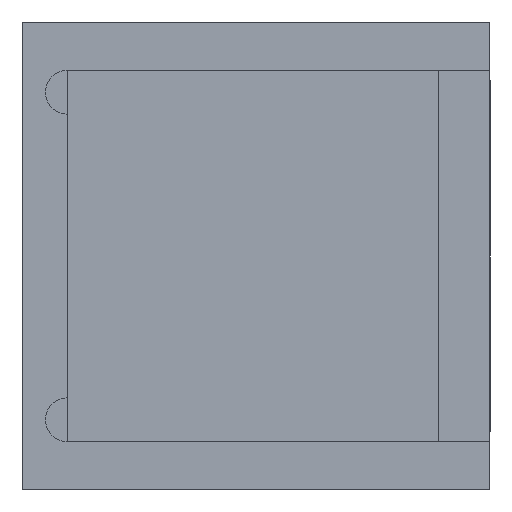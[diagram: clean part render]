
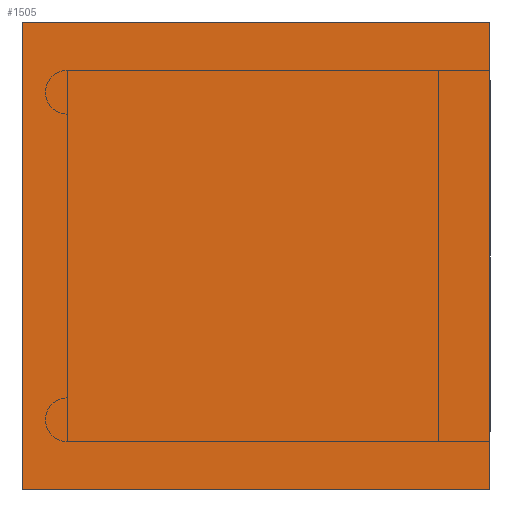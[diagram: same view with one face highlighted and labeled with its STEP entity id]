
A CAD part, left-side view. The second image highlights one B-rep face of the part: STEP entity #1505.
In plain terms, the highlighted face is planar.
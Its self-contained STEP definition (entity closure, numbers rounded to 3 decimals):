
#138 = DIRECTION ( 'NONE',  ( 0., 0., -1. ) ) ;
#213 = AXIS2_PLACEMENT_3D ( 'NONE', #936, #138, #1257 ) ;
#235 = DIRECTION ( 'NONE',  ( 0., -1., 0. ) ) ;
#367 = ORIENTED_EDGE ( 'NONE', *, *, #793, .T. ) ;
#377 = VERTEX_POINT ( 'NONE', #698 ) ;
#412 = VERTEX_POINT ( 'NONE', #2021 ) ;
#416 = VECTOR ( 'NONE', #1224, 1000. ) ;
#420 = EDGE_CURVE ( 'NONE', #1822, #412, #1391, .T. ) ;
#493 = CARTESIAN_POINT ( 'NONE',  ( -16., 16., 0.2 ) ) ;
#563 = LINE ( 'NONE', #493, #1364 ) ;
#613 = PLANE ( 'NONE',  #213 ) ;
#620 = LINE ( 'NONE', #1491, #1873 ) ;
#662 = CARTESIAN_POINT ( 'NONE',  ( -16., 16., 0.2 ) ) ;
#698 = CARTESIAN_POINT ( 'NONE',  ( 16., 16., 0.2 ) ) ;
#703 = ORIENTED_EDGE ( 'NONE', *, *, #420, .T. ) ;
#793 = EDGE_CURVE ( 'NONE', #377, #1822, #563, .T. ) ;
#862 = CARTESIAN_POINT ( 'NONE',  ( -16., -16., 0.2 ) ) ;
#905 = LINE ( 'NONE', #1067, #416 ) ;
#936 = CARTESIAN_POINT ( 'NONE',  ( 16., 16., 0.2 ) ) ;
#942 = ORIENTED_EDGE ( 'NONE', *, *, #2040, .T. ) ;
#971 = VECTOR ( 'NONE', #235, 1000. ) ;
#1067 = CARTESIAN_POINT ( 'NONE',  ( 16., -16., 0.2 ) ) ;
#1148 = DIRECTION ( 'NONE',  ( -1., 0., 0. ) ) ;
#1182 = ORIENTED_EDGE ( 'NONE', *, *, #1897, .T. ) ;
#1224 = DIRECTION ( 'NONE',  ( 0., 1., 0. ) ) ;
#1257 = DIRECTION ( 'NONE',  ( -1., 0., 0. ) ) ;
#1364 = VECTOR ( 'NONE', #1148, 1000. ) ;
#1391 = LINE ( 'NONE', #862, #971 ) ;
#1491 = CARTESIAN_POINT ( 'NONE',  ( -16., -16., 0.2 ) ) ;
#1505 = ADVANCED_FACE ( 'NONE', ( #2098 ), #613, .F. ) ;
#1593 = CARTESIAN_POINT ( 'NONE',  ( 16., -16., 0.2 ) ) ;
#1648 = DIRECTION ( 'NONE',  ( 1., 0., 0. ) ) ;
#1659 = VERTEX_POINT ( 'NONE', #1593 ) ;
#1693 = EDGE_LOOP ( 'NONE', ( #942, #367, #703, #1182 ) ) ;
#1822 = VERTEX_POINT ( 'NONE', #662 ) ;
#1873 = VECTOR ( 'NONE', #1648, 1000. ) ;
#1897 = EDGE_CURVE ( 'NONE', #412, #1659, #620, .T. ) ;
#2021 = CARTESIAN_POINT ( 'NONE',  ( -16., -16., 0.2 ) ) ;
#2040 = EDGE_CURVE ( 'NONE', #1659, #377, #905, .T. ) ;
#2098 = FACE_OUTER_BOUND ( 'NONE', #1693, .T. ) ;
